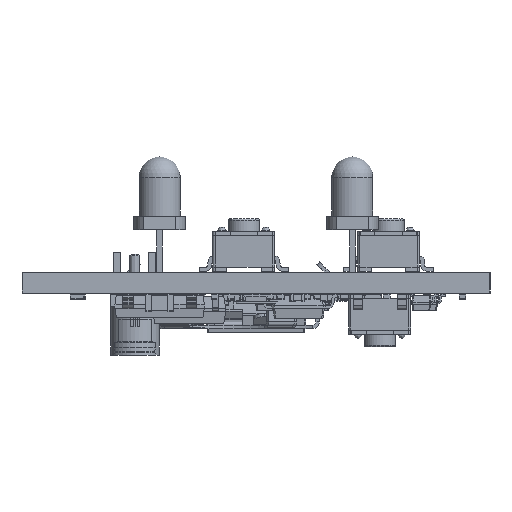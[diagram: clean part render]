
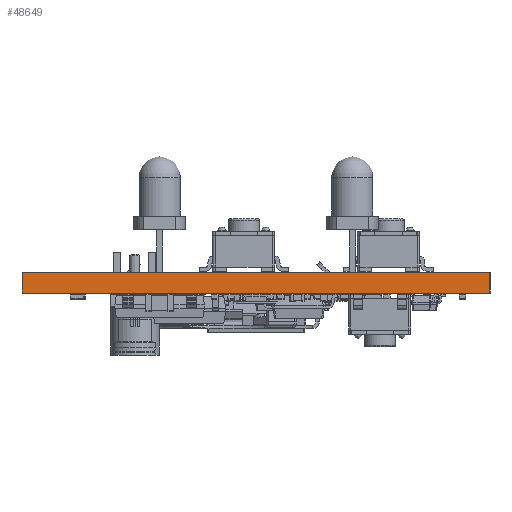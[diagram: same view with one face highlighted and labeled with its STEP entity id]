
A CAD part, left-side view. The second image highlights one B-rep face of the part: STEP entity #48649.
In plain terms, the highlighted planar face has unit normal (-1, 0, 0).
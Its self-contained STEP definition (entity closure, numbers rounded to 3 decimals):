
#48593 = VERTEX_POINT('',#48594);
#48594 = CARTESIAN_POINT('',(13.,-62.,1.51));
#48600 = EDGE_CURVE('',#48601,#48593,#48603,.T.);
#48601 = VERTEX_POINT('',#48602);
#48602 = CARTESIAN_POINT('',(13.,-62.,0.));
#48603 = LINE('',#48604,#48605);
#48604 = CARTESIAN_POINT('',(13.,-62.,0.));
#48605 = VECTOR('',#48606,1.);
#48606 = DIRECTION('',(0.,0.,1.));
#48649 = ADVANCED_FACE('',(#48650),#48675,.T.);
#48650 = FACE_BOUND('',#48651,.T.);
#48651 = EDGE_LOOP('',(#48652,#48653,#48661,#48669));
#48652 = ORIENTED_EDGE('',*,*,#48600,.T.);
#48653 = ORIENTED_EDGE('',*,*,#48654,.T.);
#48654 = EDGE_CURVE('',#48593,#48655,#48657,.T.);
#48655 = VERTEX_POINT('',#48656);
#48656 = CARTESIAN_POINT('',(13.,-28.,1.51));
#48657 = LINE('',#48658,#48659);
#48658 = CARTESIAN_POINT('',(13.,-62.,1.51));
#48659 = VECTOR('',#48660,1.);
#48660 = DIRECTION('',(0.,1.,0.));
#48661 = ORIENTED_EDGE('',*,*,#48662,.F.);
#48662 = EDGE_CURVE('',#48663,#48655,#48665,.T.);
#48663 = VERTEX_POINT('',#48664);
#48664 = CARTESIAN_POINT('',(13.,-28.,0.));
#48665 = LINE('',#48666,#48667);
#48666 = CARTESIAN_POINT('',(13.,-28.,0.));
#48667 = VECTOR('',#48668,1.);
#48668 = DIRECTION('',(0.,0.,1.));
#48669 = ORIENTED_EDGE('',*,*,#48670,.F.);
#48670 = EDGE_CURVE('',#48601,#48663,#48671,.T.);
#48671 = LINE('',#48672,#48673);
#48672 = CARTESIAN_POINT('',(13.,-62.,0.));
#48673 = VECTOR('',#48674,1.);
#48674 = DIRECTION('',(0.,1.,0.));
#48675 = PLANE('',#48676);
#48676 = AXIS2_PLACEMENT_3D('',#48677,#48678,#48679);
#48677 = CARTESIAN_POINT('',(13.,-62.,0.));
#48678 = DIRECTION('',(-1.,0.,0.));
#48679 = DIRECTION('',(0.,1.,0.));
